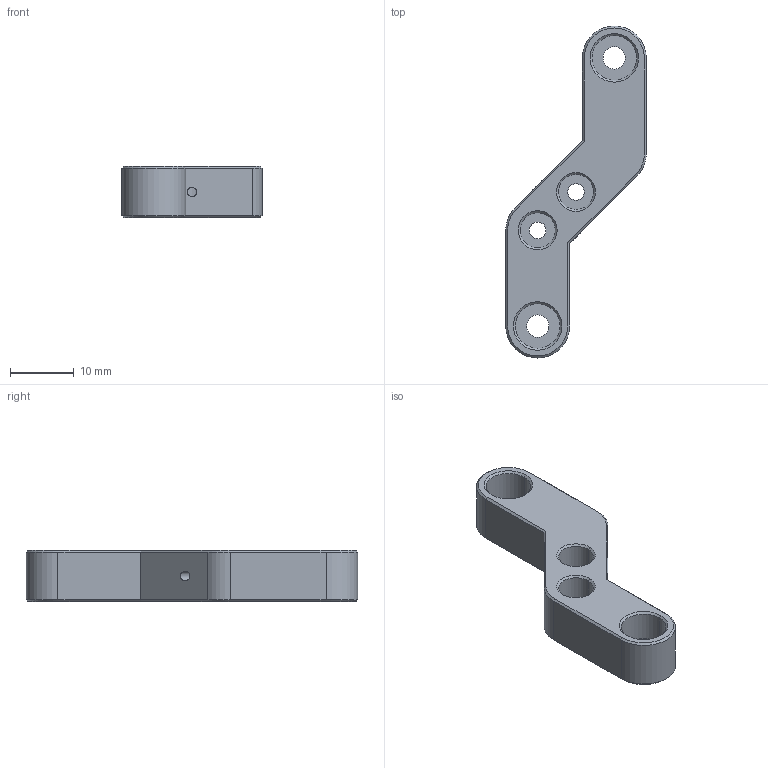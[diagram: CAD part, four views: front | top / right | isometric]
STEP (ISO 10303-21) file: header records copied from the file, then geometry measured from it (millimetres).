
FILE_DESCRIPTION (( 'STEP AP214' ), '1' );
FILE_NAME ('crosslinkP2.STEP', '2025-01-21T01:17:42', ( '' ), ( '' ), 'SwSTEP 2.0', 'SolidWorks 2025', '' );
FILE_SCHEMA (( 'AUTOMOTIVE_DESIGN' ));
Length unit declared in the file: millimetre
Products named in the file (1): crosslinkP2
Bounding box: 22 x 52 x 8 mm (x, y, z)
Volume: 3633.3 mm3; surface area: 2510.6 mm2
Topology: 1 solids, 1 shells, 72 faces, 162 edges, 96 vertices
Faces by surface type: cylinder 24, cone 24, plane 24
Entity records: 2077 total; most frequent: CARTESIAN_POINT 399, DIRECTION 364, ORIENTED_EDGE 324, EDGE_CURVE 162, AXIS2_PLACEMENT_3D 137, VERTEX_POINT 96, VECTOR 90, LINE 90
